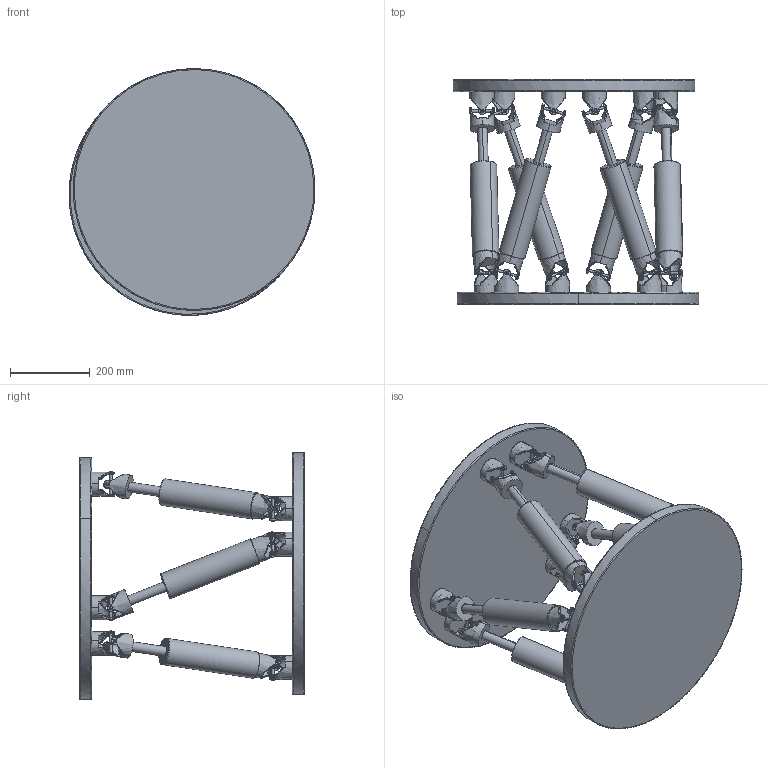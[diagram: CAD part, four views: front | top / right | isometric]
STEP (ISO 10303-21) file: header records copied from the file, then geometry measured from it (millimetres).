
FILE_DESCRIPTION(('FreeCAD Model'),'2;1');
FILE_NAME('Open CASCADE Shape Model','2025-05-02T09:15:44',('FreeCAD'),( 'FreeCAD'),'Open CASCADE STEP processor 7.6','FreeCAD','Unknown');
FILE_SCHEMA(('AUTOMOTIVE_DESIGN { 1 0 10303 214 1 1 1 1 }'));
Products named in the file (1): Open CASCADE STEP translator 7.6 1
Bounding box: 618.01 x 565.23 x 620.07 mm (x, y, z)
Volume: 24378101.7 mm3; surface area: 2165952.8 mm2
Topology: 38 solids, 38 shells, 3454 faces, 7672 edges, 4408 vertices
Faces by surface type: bspline 3454
Entity records: 178728 total; most frequent: CARTESIAN_POINT 136361, ORIENTED_EDGE 15344, EDGE_CURVE 7672, VERTEX_POINT 4408, FACE_BOUND 3664, EDGE_LOOP 3664, B_SPLINE_CURVE_WITH_KNOTS 3664, ADVANCED_FACE 3454
